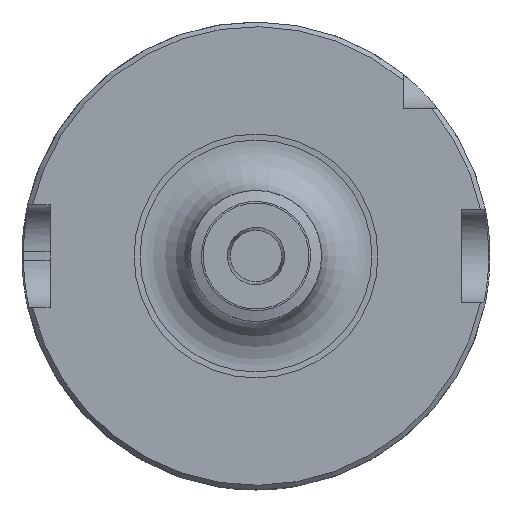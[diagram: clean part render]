
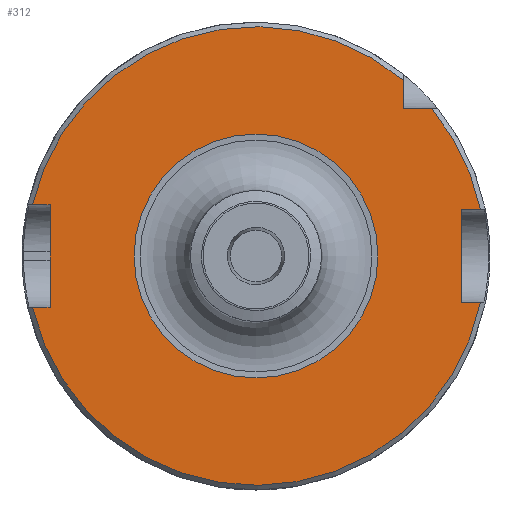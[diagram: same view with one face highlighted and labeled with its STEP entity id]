
A CAD part, left-side view. The second image highlights one B-rep face of the part: STEP entity #312.
In plain terms, the highlighted planar face has unit normal (-1, 0, 0).
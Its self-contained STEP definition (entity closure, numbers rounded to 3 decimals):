
#46=PLANE('',#1530);
#78=FACE_BOUND('',#488,.T.);
#79=FACE_BOUND('',#489,.T.);
#192=LINE('',#2457,#251);
#193=LINE('',#2459,#252);
#194=LINE('',#2461,#253);
#195=LINE('',#2465,#254);
#196=LINE('',#2467,#255);
#197=LINE('',#2469,#256);
#198=LINE('',#2470,#257);
#199=LINE('',#2472,#258);
#251=VECTOR('',#1751,1.);
#252=VECTOR('',#1752,1.);
#253=VECTOR('',#1753,1.);
#254=VECTOR('',#1756,1.);
#255=VECTOR('',#1757,1.);
#256=VECTOR('',#1758,1.);
#257=VECTOR('',#1759,1.);
#258=VECTOR('',#1760,1.);
#312=ADVANCED_FACE('',(#78,#79),#46,.F.);
#488=EDGE_LOOP('',(#755,#756,#757,#758,#759,#760,#761,#762,#763,#764,#765));
#489=EDGE_LOOP('',(#766));
#593=CIRCLE('',#1488,49.);
#595=CIRCLE('',#1491,49.);
#615=CIRCLE('',#1528,49.);
#616=CIRCLE('',#1529,26.051);
#755=ORIENTED_EDGE('',*,*,#1282,.F.);
#756=ORIENTED_EDGE('',*,*,#1283,.F.);
#757=ORIENTED_EDGE('',*,*,#1284,.F.);
#758=ORIENTED_EDGE('',*,*,#1285,.T.);
#759=ORIENTED_EDGE('',*,*,#1286,.F.);
#760=ORIENTED_EDGE('',*,*,#1287,.F.);
#761=ORIENTED_EDGE('',*,*,#1288,.F.);
#762=ORIENTED_EDGE('',*,*,#1212,.T.);
#763=ORIENTED_EDGE('',*,*,#1289,.F.);
#764=ORIENTED_EDGE('',*,*,#1290,.F.);
#765=ORIENTED_EDGE('',*,*,#1216,.T.);
#766=ORIENTED_EDGE('',*,*,#1291,.F.);
#1066=VERTEX_POINT('',#2043);
#1069=VERTEX_POINT('',#2055);
#1073=VERTEX_POINT('',#2070);
#1074=VERTEX_POINT('',#2072);
#1123=VERTEX_POINT('',#2458);
#1124=VERTEX_POINT('',#2460);
#1125=VERTEX_POINT('',#2462);
#1126=VERTEX_POINT('',#2464);
#1127=VERTEX_POINT('',#2466);
#1128=VERTEX_POINT('',#2468);
#1129=VERTEX_POINT('',#2471);
#1130=VERTEX_POINT('',#2474);
#1212=EDGE_CURVE('',#1066,#1069,#593,.T.);
#1216=EDGE_CURVE('',#1074,#1073,#595,.T.);
#1282=EDGE_CURVE('',#1123,#1073,#192,.T.);
#1283=EDGE_CURVE('',#1124,#1123,#193,.T.);
#1284=EDGE_CURVE('',#1125,#1124,#194,.T.);
#1285=EDGE_CURVE('',#1125,#1126,#615,.T.);
#1286=EDGE_CURVE('',#1127,#1126,#195,.T.);
#1287=EDGE_CURVE('',#1128,#1127,#196,.T.);
#1288=EDGE_CURVE('',#1066,#1128,#197,.T.);
#1289=EDGE_CURVE('',#1129,#1069,#198,.T.);
#1290=EDGE_CURVE('',#1074,#1129,#199,.T.);
#1291=EDGE_CURVE('',#1130,#1130,#616,.T.);
#1488=AXIS2_PLACEMENT_3D('',#2056,#1655,#1656);
#1491=AXIS2_PLACEMENT_3D('',#2071,#1661,#1662);
#1528=AXIS2_PLACEMENT_3D('',#2463,#1754,#1755);
#1529=AXIS2_PLACEMENT_3D('',#2473,#1761,#1762);
#1530=AXIS2_PLACEMENT_3D('',#2475,#1763,#1764);
#1655=DIRECTION('',(-1.,0.,0.));
#1656=DIRECTION('',(0.,0.,-1.));
#1661=DIRECTION('',(-1.,0.,0.));
#1662=DIRECTION('',(0.,0.,-1.));
#1751=DIRECTION('',(0.,1.,0.));
#1752=DIRECTION('',(0.,0.,1.));
#1753=DIRECTION('',(0.,-1.,0.));
#1754=DIRECTION('',(-1.,0.,0.));
#1755=DIRECTION('',(0.,0.,-1.));
#1756=DIRECTION('',(0.,-1.,0.));
#1757=DIRECTION('',(0.,0.,-1.));
#1758=DIRECTION('',(0.,1.,0.));
#1759=DIRECTION('',(0.,-1.,0.));
#1760=DIRECTION('',(0.,0.,-1.));
#1761=DIRECTION('',(-1.,0.,0.));
#1762=DIRECTION('',(0.,0.,1.));
#1763=DIRECTION('',(1.,0.,0.));
#1764=DIRECTION('',(0.,0.,-1.));
#2043=CARTESIAN_POINT('',(61.,-47.969,10.));
#2055=CARTESIAN_POINT('',(61.,-37.533,31.5));
#2056=CARTESIAN_POINT('',(61.,0.,0.));
#2070=CARTESIAN_POINT('',(61.,47.749,11.));
#2071=CARTESIAN_POINT('',(61.,0.,0.));
#2072=CARTESIAN_POINT('',(61.,-31.5,37.533));
#2457=CARTESIAN_POINT('',(61.,60.5,11.));
#2458=CARTESIAN_POINT('',(61.,44.,11.));
#2459=CARTESIAN_POINT('',(61.,44.,-1.));
#2460=CARTESIAN_POINT('',(61.,44.,-11.));
#2461=CARTESIAN_POINT('',(61.,60.5,-11.));
#2462=CARTESIAN_POINT('',(61.,47.749,-11.));
#2463=CARTESIAN_POINT('',(61.,0.,0.));
#2464=CARTESIAN_POINT('',(61.,-47.969,-10.));
#2465=CARTESIAN_POINT('',(61.,-60.5,-10.));
#2466=CARTESIAN_POINT('',(61.,-44.,-10.));
#2467=CARTESIAN_POINT('',(61.,-44.,0.));
#2468=CARTESIAN_POINT('',(61.,-44.,10.));
#2469=CARTESIAN_POINT('',(61.,-60.5,10.));
#2470=CARTESIAN_POINT('',(61.,-60.5,31.5));
#2471=CARTESIAN_POINT('',(61.,-31.5,31.5));
#2472=CARTESIAN_POINT('',(61.,-31.5,41.5));
#2473=CARTESIAN_POINT('',(61.,0.,0.));
#2474=CARTESIAN_POINT('',(61.,0.,26.051));
#2475=CARTESIAN_POINT('',(61.,0.,45.85));
